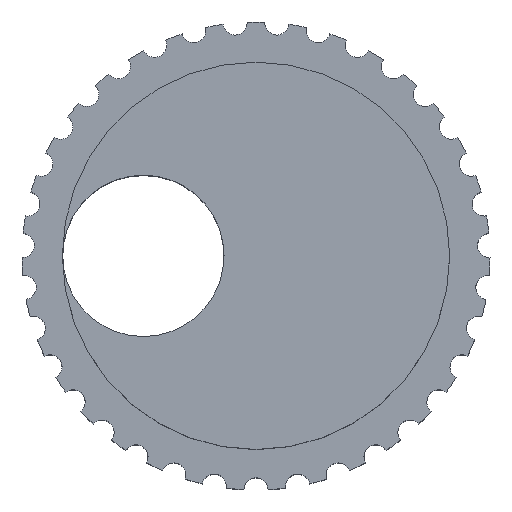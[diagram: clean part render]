
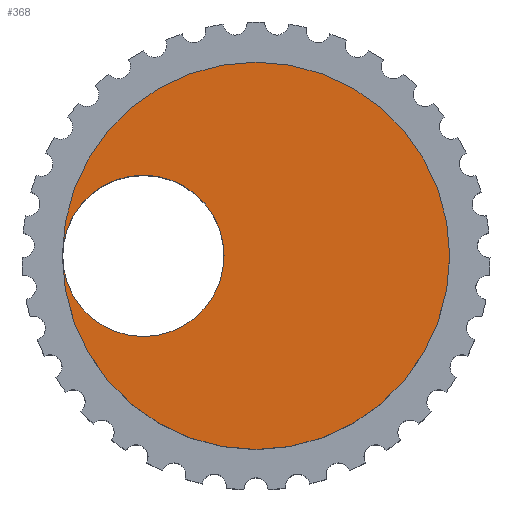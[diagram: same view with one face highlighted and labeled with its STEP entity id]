
A CAD part, top view. The second image highlights one B-rep face of the part: STEP entity #368.
In plain terms, the highlighted planar face has unit normal (0, 0, 1).
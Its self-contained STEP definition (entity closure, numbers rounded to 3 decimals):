
#282 = AXIS2_PLACEMENT_3D ( 'NONE', #1473, #1247, #2545 ) ;
#355 = DIRECTION ( 'NONE',  ( 0., 0., 1. ) ) ;
#368 = ADVANCED_FACE ( 'NONE', ( #2030, #1534 ), #1998, .T. ) ;
#546 = EDGE_CURVE ( 'NONE', #1741, #1843, #2955, .T. ) ;
#588 = CIRCLE ( 'NONE', #2441, 6. ) ;
#671 = DIRECTION ( 'NONE',  ( 0., 0., 1. ) ) ;
#850 = CARTESIAN_POINT ( 'NONE',  ( -3.49, 0., 8. ) ) ;
#880 = DIRECTION ( 'NONE',  ( 0., 0., 1. ) ) ;
#916 = EDGE_CURVE ( 'NONE', #2024, #2594, #2813, .T. ) ;
#927 = ORIENTED_EDGE ( 'NONE', *, *, #546, .F. ) ;
#1247 = DIRECTION ( 'NONE',  ( 0., 0., 1. ) ) ;
#1389 = AXIS2_PLACEMENT_3D ( 'NONE', #1919, #2933, #1613 ) ;
#1473 = CARTESIAN_POINT ( 'NONE',  ( 0., 0., 8. ) ) ;
#1509 = CIRCLE ( 'NONE', #1606, 2.5 ) ;
#1514 = EDGE_LOOP ( 'NONE', ( #2751, #2859 ) ) ;
#1526 = AXIS2_PLACEMENT_3D ( 'NONE', #850, #355, #1809 ) ;
#1534 = FACE_OUTER_BOUND ( 'NONE', #1514, .T. ) ;
#1606 = AXIS2_PLACEMENT_3D ( 'NONE', #2904, #880, #2157 ) ;
#1613 = DIRECTION ( 'NONE',  ( 1., 0., 0. ) ) ;
#1676 = CARTESIAN_POINT ( 'NONE',  ( 6., 0., 8. ) ) ;
#1741 = VERTEX_POINT ( 'NONE', #2893 ) ;
#1809 = DIRECTION ( 'NONE',  ( 1., 0., 0. ) ) ;
#1843 = VERTEX_POINT ( 'NONE', #2949 ) ;
#1919 = CARTESIAN_POINT ( 'NONE',  ( 0., 0., 8. ) ) ;
#1998 = PLANE ( 'NONE',  #282 ) ;
#2024 = VERTEX_POINT ( 'NONE', #2926 ) ;
#2030 = FACE_BOUND ( 'NONE', #3172, .T. ) ;
#2034 = ORIENTED_EDGE ( 'NONE', *, *, #2355, .F. ) ;
#2157 = DIRECTION ( 'NONE',  ( 1., 0., 0. ) ) ;
#2191 = DIRECTION ( 'NONE',  ( 1., 0., 0. ) ) ;
#2355 = EDGE_CURVE ( 'NONE', #1843, #1741, #1509, .T. ) ;
#2441 = AXIS2_PLACEMENT_3D ( 'NONE', #2459, #671, #2191 ) ;
#2459 = CARTESIAN_POINT ( 'NONE',  ( 0., 0., 8. ) ) ;
#2545 = DIRECTION ( 'NONE',  ( 1., 0., 0. ) ) ;
#2592 = EDGE_CURVE ( 'NONE', #2594, #2024, #588, .T. ) ;
#2594 = VERTEX_POINT ( 'NONE', #1676 ) ;
#2751 = ORIENTED_EDGE ( 'NONE', *, *, #916, .T. ) ;
#2813 = CIRCLE ( 'NONE', #1389, 6. ) ;
#2859 = ORIENTED_EDGE ( 'NONE', *, *, #2592, .T. ) ;
#2893 = CARTESIAN_POINT ( 'NONE',  ( -0.99, 0., 8. ) ) ;
#2904 = CARTESIAN_POINT ( 'NONE',  ( -3.49, 0., 8. ) ) ;
#2926 = CARTESIAN_POINT ( 'NONE',  ( -6., 0., 8. ) ) ;
#2933 = DIRECTION ( 'NONE',  ( 0., 0., 1. ) ) ;
#2949 = CARTESIAN_POINT ( 'NONE',  ( -5.99, 0., 8. ) ) ;
#2955 = CIRCLE ( 'NONE', #1526, 2.5 ) ;
#3172 = EDGE_LOOP ( 'NONE', ( #927, #2034 ) ) ;
